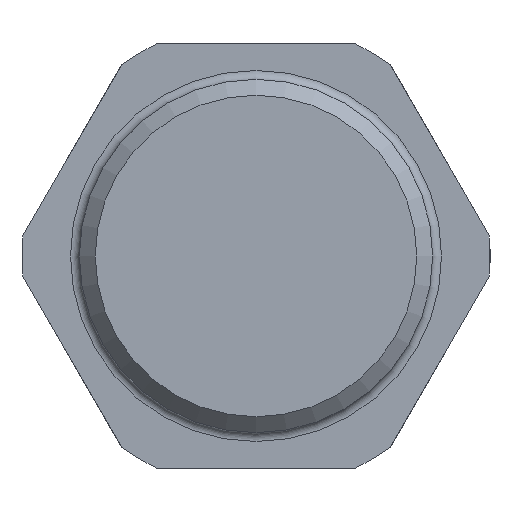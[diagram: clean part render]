
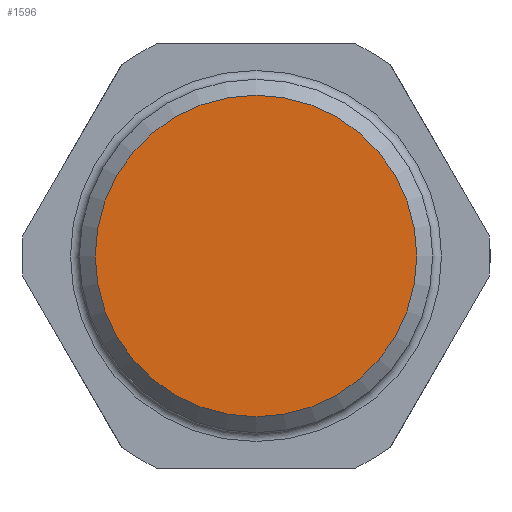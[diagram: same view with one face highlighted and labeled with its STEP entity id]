
A CAD part, left-side view. The second image highlights one B-rep face of the part: STEP entity #1596.
In plain terms, the highlighted planar face has unit normal (-1, 0, 0).
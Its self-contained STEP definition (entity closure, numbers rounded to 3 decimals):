
#133=PLANE('',#1831);
#484=FACE_OUTER_BOUND('',#667,.T.);
#667=EDGE_LOOP('',(#1430));
#824=CIRCLE('',#1830,9.1);
#967=VERTEX_POINT('',#3121);
#1134=EDGE_CURVE('',#967,#967,#824,.T.);
#1430=ORIENTED_EDGE('',*,*,#1134,.T.);
#1596=ADVANCED_FACE('',(#484),#133,.T.);
#1830=AXIS2_PLACEMENT_3D('',#3122,#2277,#2278);
#1831=AXIS2_PLACEMENT_3D('',#3123,#2279,#2280);
#2277=DIRECTION('center_axis',(-1.,0.,0.));
#2278=DIRECTION('ref_axis',(0.,0.,-1.));
#2279=DIRECTION('center_axis',(-1.,0.,0.));
#2280=DIRECTION('ref_axis',(0.,0.,-1.));
#3121=CARTESIAN_POINT('',(-27.5,0.,9.1));
#3122=CARTESIAN_POINT('Origin',(-27.5,0.,
0.));
#3123=CARTESIAN_POINT('Origin',(-27.5,0.,
6.5));
